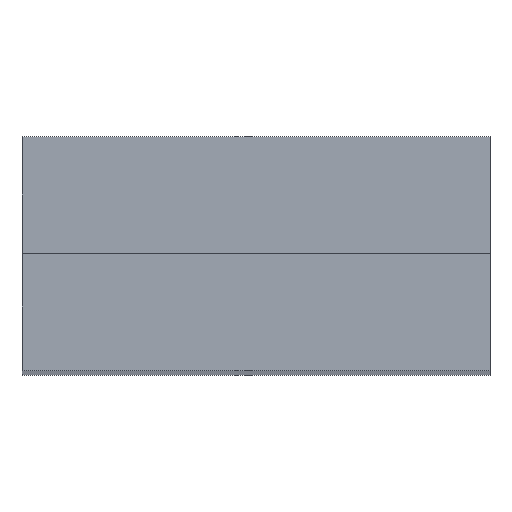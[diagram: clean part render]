
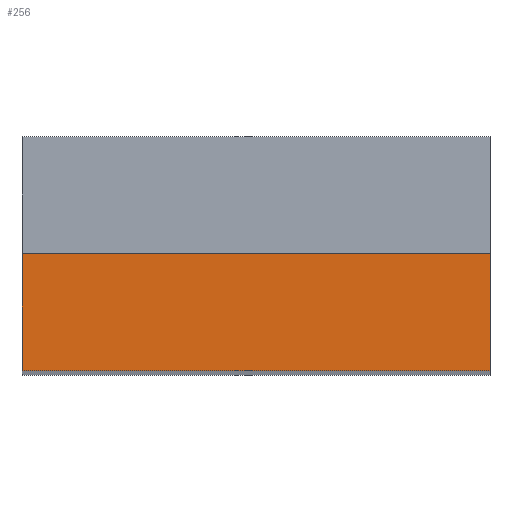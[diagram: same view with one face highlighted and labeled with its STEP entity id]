
A CAD part, top view. The second image highlights one B-rep face of the part: STEP entity #256.
In plain terms, the highlighted planar face has unit normal (0, 0, 1).
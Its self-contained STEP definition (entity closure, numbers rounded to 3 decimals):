
#18=FACE_OUTER_BOUND('',#34,.T.);
#34=EDGE_LOOP('',(#178,#179,#180,#181));
#49=LINE('',#379,#81);
#58=LINE('',#397,#90);
#59=LINE('',#400,#91);
#60=LINE('',#401,#92);
#81=VECTOR('',#313,10.);
#90=VECTOR('',#326,10.);
#91=VECTOR('',#329,10.);
#92=VECTOR('',#330,10.);
#110=VERTEX_POINT('',#372);
#113=VERTEX_POINT('',#377);
#120=VERTEX_POINT('',#395);
#121=VERTEX_POINT('',#399);
#133=EDGE_CURVE('',#113,#110,#49,.T.);
#142=EDGE_CURVE('',#113,#120,#58,.T.);
#143=EDGE_CURVE('',#121,#120,#59,.T.);
#144=EDGE_CURVE('',#110,#121,#60,.T.);
#178=ORIENTED_EDGE('',*,*,#133,.F.);
#179=ORIENTED_EDGE('',*,*,#142,.T.);
#180=ORIENTED_EDGE('',*,*,#143,.F.);
#181=ORIENTED_EDGE('',*,*,#144,.F.);
#229=PLANE('',#294);
#256=ADVANCED_FACE('',(#18),#229,.T.);
#294=AXIS2_PLACEMENT_3D('',#398,#327,#328);
#313=DIRECTION('',(1.,0.,0.));
#326=DIRECTION('',(0.,-1.,0.));
#327=DIRECTION('center_axis',(0.,0.,1.));
#328=DIRECTION('ref_axis',(-1.,0.,0.));
#329=DIRECTION('',(-1.,0.,0.));
#330=DIRECTION('',(0.,-1.,0.));
#372=CARTESIAN_POINT('',(10.,0.,0.));
#377=CARTESIAN_POINT('',(0.,0.,0.));
#379=CARTESIAN_POINT('',(0.,0.,0.));
#395=CARTESIAN_POINT('',(0.,-2.5,0.));
#397=CARTESIAN_POINT('',(0.,0.,0.));
#398=CARTESIAN_POINT('Origin',(10.,0.,0.));
#399=CARTESIAN_POINT('',(10.,-2.5,0.));
#400=CARTESIAN_POINT('',(0.,-2.5,0.));
#401=CARTESIAN_POINT('',(10.,0.,0.));
